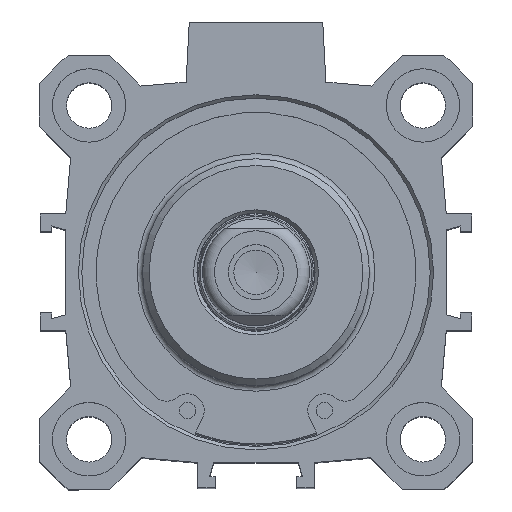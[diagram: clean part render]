
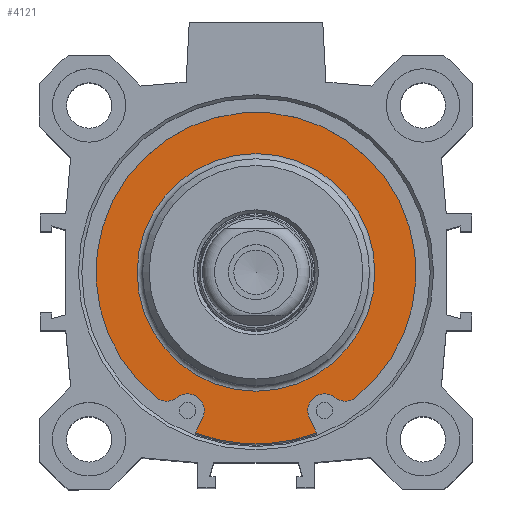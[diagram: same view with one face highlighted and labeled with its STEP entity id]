
A CAD part, top view. The second image highlights one B-rep face of the part: STEP entity #4121.
In plain terms, the highlighted planar face has unit normal (0, 0, 1).
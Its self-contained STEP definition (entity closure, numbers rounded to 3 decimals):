
#4029=CARTESIAN_POINT('',(0.,17.8,84.4));
#4030=VERTEX_POINT('',#4029);
#4031=CARTESIAN_POINT('',(0.,0.,84.4));
#4032=DIRECTION('',(0.0,0.0,1.0));
#4033=DIRECTION('',(0.0,1.0,0.0));
#4034=AXIS2_PLACEMENT_3D('',#4031,#4032,#4033);
#4035=CIRCLE('',#4034,17.8);
#4036=EDGE_CURVE('',#4030,#4030,#4035,.T.);
#4041=CARTESIAN_POINT('',(0.,21.75,84.4));
#4042=DIRECTION('',(0.0,0.0,1.0));
#4043=DIRECTION('',(1.0,0.0,0.0));
#4044=AXIS2_PLACEMENT_3D('',#4041,#4042,#4043);
#4045=PLANE('',#4044);
#4046=CARTESIAN_POINT('',(-7.978,-21.756,84.4));
#4047=VERTEX_POINT('',#4046);
#4048=CARTESIAN_POINT('',(-9.053,-24.053,84.4));
#4049=VERTEX_POINT('',#4048);
#4050=CARTESIAN_POINT('',(-7.978,-21.756,84.4));
#4051=DIRECTION('',(-0.424,-0.906,0.0));
#4052=VECTOR('',#4051,2.536);
#4053=LINE('',#4050,#4052);
#4054=EDGE_CURVE('',#4047,#4049,#4053,.T.);
#4055=ORIENTED_EDGE('',*,*,#4054,.T.);
#4056=CARTESIAN_POINT('',(9.053,-24.053,84.4));
#4057=VERTEX_POINT('',#4056);
#4058=CARTESIAN_POINT('',(0.,0.,84.4));
#4059=DIRECTION('',(0.0,0.0,1.0));
#4060=DIRECTION('',(0.0,1.0,0.0));
#4061=AXIS2_PLACEMENT_3D('',#4058,#4059,#4060);
#4062=CIRCLE('',#4061,25.7);
#4063=EDGE_CURVE('',#4049,#4057,#4062,.T.);
#4064=ORIENTED_EDGE('',*,*,#4063,.T.);
#4065=CARTESIAN_POINT('',(7.978,-21.756,84.4));
#4066=VERTEX_POINT('',#4065);
#4067=CARTESIAN_POINT('',(9.053,-24.053,84.4));
#4068=DIRECTION('',(-0.424,0.906,0.0));
#4069=VECTOR('',#4068,2.536);
#4070=LINE('',#4067,#4069);
#4071=EDGE_CURVE('',#4057,#4066,#4070,.T.);
#4072=ORIENTED_EDGE('',*,*,#4071,.T.);
#4073=CARTESIAN_POINT('',(11.809,-18.748,84.4));
#4074=VERTEX_POINT('',#4073);
#4075=CARTESIAN_POINT('',(10.242,-20.696,84.4));
#4076=DIRECTION('',(0.0,0.0,-1.0));
#4077=DIRECTION('',(0.627,0.779,0.0));
#4078=AXIS2_PLACEMENT_3D('',#4075,#4076,#4077);
#4079=CIRCLE('',#4078,2.5);
#4080=EDGE_CURVE('',#4066,#4074,#4079,.T.);
#4081=ORIENTED_EDGE('',*,*,#4080,.T.);
#4082=CARTESIAN_POINT('',(14.933,-18.756,84.4));
#4083=VERTEX_POINT('',#4082);
#4084=CARTESIAN_POINT('',(13.376,-16.8,84.4));
#4085=DIRECTION('',(0.0,0.0,1.0));
#4086=DIRECTION('',(0.627,0.779,0.0));
#4087=AXIS2_PLACEMENT_3D('',#4084,#4085,#4086);
#4088=CIRCLE('',#4087,2.5);
#4089=EDGE_CURVE('',#4074,#4083,#4088,.T.);
#4090=ORIENTED_EDGE('',*,*,#4089,.T.);
#4091=CARTESIAN_POINT('',(-14.933,-18.756,84.4));
#4092=VERTEX_POINT('',#4091);
#4093=CARTESIAN_POINT('',(0.0,0.,84.4));
#4094=DIRECTION('',(0.0,0.0,1.0));
#4095=DIRECTION('',(-0.623,0.782,0.0));
#4096=AXIS2_PLACEMENT_3D('',#4093,#4094,#4095);
#4097=CIRCLE('',#4096,23.975);
#4098=EDGE_CURVE('',#4083,#4092,#4097,.T.);
#4099=ORIENTED_EDGE('',*,*,#4098,.T.);
#4100=CARTESIAN_POINT('',(-11.809,-18.748,84.4));
#4101=VERTEX_POINT('',#4100);
#4102=CARTESIAN_POINT('',(-13.376,-16.8,84.4));
#4103=DIRECTION('',(0.0,0.0,1.0));
#4104=DIRECTION('',(0.623,0.782,0.0));
#4105=AXIS2_PLACEMENT_3D('',#4102,#4103,#4104);
#4106=CIRCLE('',#4105,2.5);
#4107=EDGE_CURVE('',#4092,#4101,#4106,.T.);
#4108=ORIENTED_EDGE('',*,*,#4107,.T.);
#4109=CARTESIAN_POINT('',(-10.242,-20.696,84.4));
#4110=DIRECTION('',(0.0,0.0,-1.0));
#4111=DIRECTION('',(0.906,-0.424,0.0));
#4112=AXIS2_PLACEMENT_3D('',#4109,#4110,#4111);
#4113=CIRCLE('',#4112,2.5);
#4114=EDGE_CURVE('',#4101,#4047,#4113,.T.);
#4115=ORIENTED_EDGE('',*,*,#4114,.T.);
#4116=EDGE_LOOP('',(#4055,#4064,#4072,#4081,#4090,#4099,#4108,#4115));
#4117=FACE_OUTER_BOUND('',#4116,.T.);
#4118=ORIENTED_EDGE('',*,*,#4036,.F.);
#4119=EDGE_LOOP('',(#4118));
#4120=FACE_BOUND('',#4119,.T.);
#4121=ADVANCED_FACE('',(#4117,#4120),#4045,.T.);
